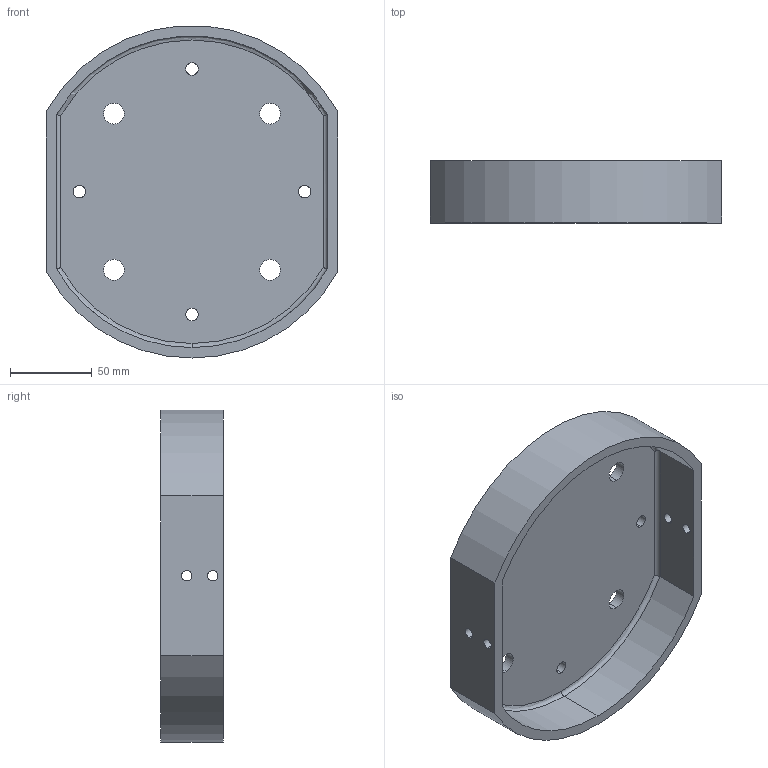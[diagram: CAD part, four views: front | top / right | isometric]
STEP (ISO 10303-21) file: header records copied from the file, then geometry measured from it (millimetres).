
FILE_DESCRIPTION (( 'STEP AP214' ), '1' );
FILE_NAME ('D1002607-v1_aLIGO_SUS_HSTS_ INTERMEDIATE MASS RING FIXTURE.STEP', '2011-03-01T17:46:58', ( '' ), ( '' ), 'SwSTEP 2.0', 'SolidWorks 2010', '' );
FILE_SCHEMA (( 'AUTOMOTIVE_DESIGN' ));
Length unit declared in the file: inch
Products named in the file (1): D1002607-v1_aLIGO_SUS_HSTS_ INTERMEDIATE MASS RING FIXTURE
Bounding box: 178.26 x 38.1 x 202.86 mm (x, y, z)
Volume: 313926.2 mm3; surface area: 104775 mm2
Topology: 1 solids, 1 shells, 74 faces, 208 edges, 137 vertices
Faces by surface type: cylinder 40, plane 31, torus 3
Entity records: 2560 total; most frequent: CARTESIAN_POINT 472, DIRECTION 450, ORIENTED_EDGE 416, EDGE_CURVE 208, AXIS2_PLACEMENT_3D 171, VERTEX_POINT 137, LINE 108, VECTOR 108
